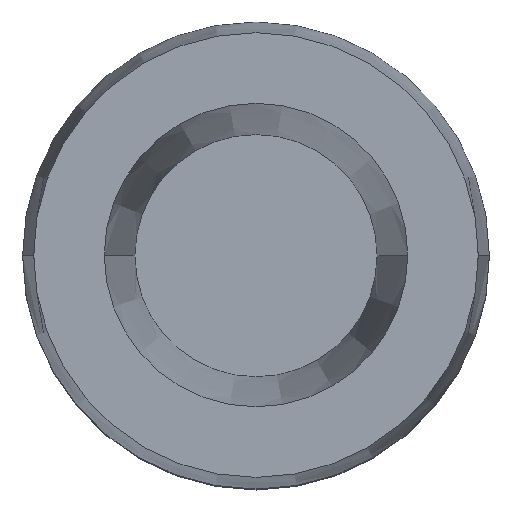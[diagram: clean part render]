
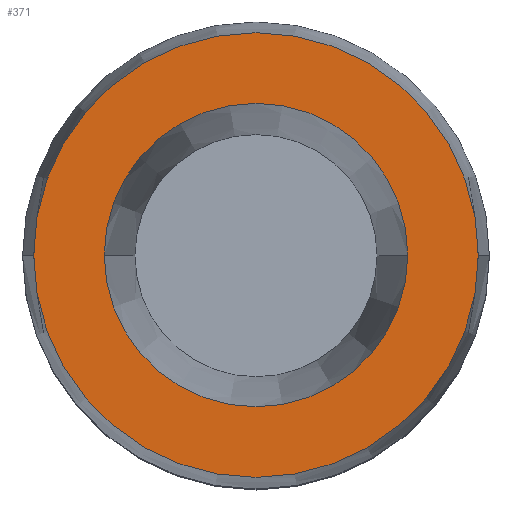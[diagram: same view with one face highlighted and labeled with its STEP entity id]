
A CAD part, top view. The second image highlights one B-rep face of the part: STEP entity #371.
In plain terms, the highlighted planar face has unit normal (0, 0, 1).
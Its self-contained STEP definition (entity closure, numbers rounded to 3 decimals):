
#46 = CARTESIAN_POINT ( 'NONE',  ( -13., 0., 75. ) ) ;
#50 = EDGE_CURVE ( 'NONE', #554, #142, #1078, .T. ) ;
#86 = CARTESIAN_POINT ( 'NONE',  ( 19.05, 0., 75. ) ) ;
#123 = DIRECTION ( 'NONE',  ( 0., 0., -1. ) ) ;
#133 = CARTESIAN_POINT ( 'NONE',  ( 0., 0., 75. ) ) ;
#142 = VERTEX_POINT ( 'NONE', #86 ) ;
#227 = DIRECTION ( 'NONE',  ( -1., 0., 0. ) ) ;
#243 = PLANE ( 'NONE',  #951 ) ;
#312 = DIRECTION ( 'NONE',  ( -1., 0., 0. ) ) ;
#339 = CARTESIAN_POINT ( 'NONE',  ( 0., 19.05, 75. ) ) ;
#371 = ADVANCED_FACE ( 'NONE', ( #508, #1003 ), #243, .T. ) ;
#373 = DIRECTION ( 'NONE',  ( 0., 0., -1. ) ) ;
#413 = ORIENTED_EDGE ( 'NONE', *, *, #50, .F. ) ;
#434 = DIRECTION ( 'NONE',  ( 0., 0., 1. ) ) ;
#459 = DIRECTION ( 'NONE',  ( 0., 0., -1. ) ) ;
#502 = AXIS2_PLACEMENT_3D ( 'NONE', #133, #826, #227 ) ;
#506 = ORIENTED_EDGE ( 'NONE', *, *, #950, .T. ) ;
#508 = FACE_BOUND ( 'NONE', #631, .T. ) ;
#531 = ORIENTED_EDGE ( 'NONE', *, *, #1076, .T. ) ;
#536 = CARTESIAN_POINT ( 'NONE',  ( 13., 0., 75. ) ) ;
#554 = VERTEX_POINT ( 'NONE', #1036 ) ;
#597 = AXIS2_PLACEMENT_3D ( 'NONE', #1047, #459, #1149 ) ;
#608 = CARTESIAN_POINT ( 'NONE',  ( 0., 0., 75. ) ) ;
#631 = EDGE_LOOP ( 'NONE', ( #506, #531 ) ) ;
#729 = AXIS2_PLACEMENT_3D ( 'NONE', #960, #373, #1060 ) ;
#756 = VERTEX_POINT ( 'NONE', #536 ) ;
#777 = VERTEX_POINT ( 'NONE', #46 ) ;
#826 = DIRECTION ( 'NONE',  ( 0., 0., -1. ) ) ;
#877 = EDGE_CURVE ( 'NONE', #142, #554, #972, .T. ) ;
#950 = EDGE_CURVE ( 'NONE', #756, #777, #1174, .T. ) ;
#951 = AXIS2_PLACEMENT_3D ( 'NONE', #339, #434, #1020 ) ;
#960 = CARTESIAN_POINT ( 'NONE',  ( 0., 0., 75. ) ) ;
#972 = CIRCLE ( 'NONE', #597, 19.05 ) ;
#1003 = FACE_OUTER_BOUND ( 'NONE', #1284, .T. ) ;
#1006 = CIRCLE ( 'NONE', #502, 13. ) ;
#1020 = DIRECTION ( 'NONE',  ( 1., 0., 0. ) ) ;
#1036 = CARTESIAN_POINT ( 'NONE',  ( -19.05, 0., 75. ) ) ;
#1047 = CARTESIAN_POINT ( 'NONE',  ( 0., 0., 75. ) ) ;
#1060 = DIRECTION ( 'NONE',  ( -1., 0., 0. ) ) ;
#1076 = EDGE_CURVE ( 'NONE', #777, #756, #1006, .T. ) ;
#1078 = CIRCLE ( 'NONE', #1279, 19.05 ) ;
#1140 = ORIENTED_EDGE ( 'NONE', *, *, #877, .F. ) ;
#1149 = DIRECTION ( 'NONE',  ( -1., 0., 0. ) ) ;
#1174 = CIRCLE ( 'NONE', #729, 13. ) ;
#1279 = AXIS2_PLACEMENT_3D ( 'NONE', #608, #123, #312 ) ;
#1284 = EDGE_LOOP ( 'NONE', ( #413, #1140 ) ) ;
